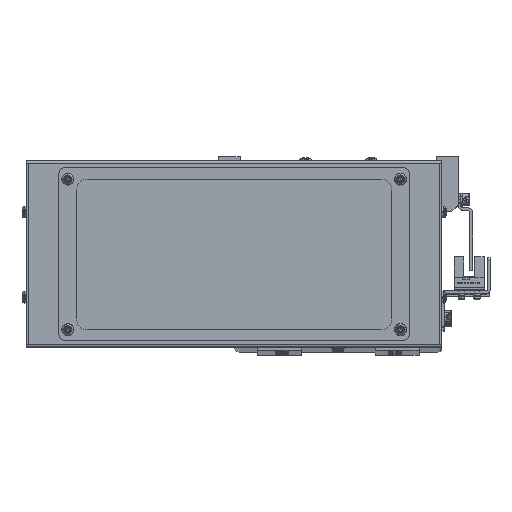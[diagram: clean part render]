
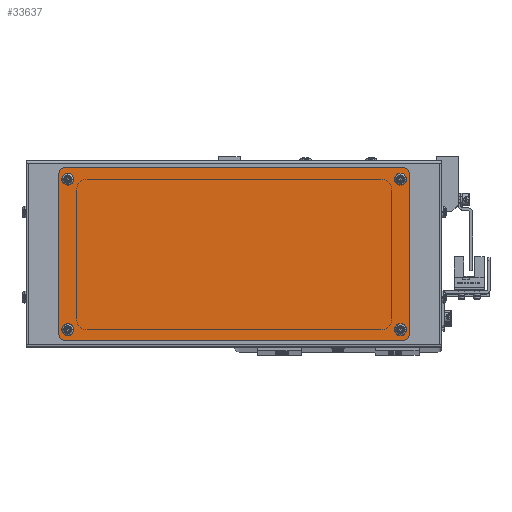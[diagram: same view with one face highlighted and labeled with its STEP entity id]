
A CAD part, top view. The second image highlights one B-rep face of the part: STEP entity #33637.
In plain terms, the highlighted planar face has unit normal (0, 0, 1).
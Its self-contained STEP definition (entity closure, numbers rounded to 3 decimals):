
#312 = DIRECTION ( 'NONE',  ( 1., 0., 0. ) ) ;
#391 = CIRCLE ( 'NONE', #23875, 1.7 ) ;
#423 = LINE ( 'NONE', #37665, #16178 ) ;
#472 = PLANE ( 'NONE',  #65696 ) ;
#2078 = CIRCLE ( 'NONE', #61042, 3. ) ;
#2693 = CARTESIAN_POINT ( 'NONE',  ( 80.25, -36.75, 2. ) ) ;
#4195 = EDGE_CURVE ( 'NONE', #50972, #46790, #55213, .T. ) ;
#5114 = CARTESIAN_POINT ( 'NONE',  ( -77.25, 36.75, 2. ) ) ;
#5288 = DIRECTION ( 'NONE',  ( 0., 0., 1. ) ) ;
#5431 = DIRECTION ( 'NONE',  ( 1., 0., 0. ) ) ;
#5536 = VERTEX_POINT ( 'NONE', #18131 ) ;
#6177 = ORIENTED_EDGE ( 'NONE', *, *, #19408, .F. ) ;
#6239 = ORIENTED_EDGE ( 'NONE', *, *, #24293, .F. ) ;
#7282 = CARTESIAN_POINT ( 'NONE',  ( 77.95, -34.75, 2. ) ) ;
#7385 = CARTESIAN_POINT ( 'NONE',  ( 77.25, 36.75, 2. ) ) ;
#7391 = DIRECTION ( 'NONE',  ( 0., 0., 1. ) ) ;
#7860 = AXIS2_PLACEMENT_3D ( 'NONE', #20650, #62019, #26622 ) ;
#9035 = EDGE_CURVE ( 'NONE', #29742, #5536, #61092, .T. ) ;
#10150 = CARTESIAN_POINT ( 'NONE',  ( 80.25, 36.75, 2. ) ) ;
#10611 = CARTESIAN_POINT ( 'NONE',  ( 74.55, -34.75, 2. ) ) ;
#10993 = CARTESIAN_POINT ( 'NONE',  ( -74.55, -34.75, 2. ) ) ;
#11002 = DIRECTION ( 'NONE',  ( 1., 0., 0. ) ) ;
#12587 = CARTESIAN_POINT ( 'NONE',  ( -74.55, 34.25, 2. ) ) ;
#12705 = CARTESIAN_POINT ( 'NONE',  ( -80.25, -36.75, 2. ) ) ;
#13284 = DIRECTION ( 'NONE',  ( 1., 0., 0. ) ) ;
#13374 = CIRCLE ( 'NONE', #40501, 1.7 ) ;
#13920 = EDGE_CURVE ( 'NONE', #40012, #45935, #391, .T. ) ;
#16178 = VECTOR ( 'NONE', #73114, 1000. ) ;
#16555 = VERTEX_POINT ( 'NONE', #7282 ) ;
#16557 = ORIENTED_EDGE ( 'NONE', *, *, #4195, .F. ) ;
#17248 = CARTESIAN_POINT ( 'NONE',  ( 77.95, 34.25, 2. ) ) ;
#18131 = CARTESIAN_POINT ( 'NONE',  ( 80.25, 36.75, 2. ) ) ;
#18145 = FACE_BOUND ( 'NONE', #75190, .T. ) ;
#18205 = DIRECTION ( 'NONE',  ( 0., 0., 1. ) ) ;
#19408 = EDGE_CURVE ( 'NONE', #51206, #37393, #13374, .T. ) ;
#20650 = CARTESIAN_POINT ( 'NONE',  ( 77.25, -36.75, 2. ) ) ;
#20651 = DIRECTION ( 'NONE',  ( 0., -1., 0. ) ) ;
#20762 = EDGE_CURVE ( 'NONE', #30846, #29742, #67850, .T. ) ;
#20828 = AXIS2_PLACEMENT_3D ( 'NONE', #64514, #29107, #70470 ) ;
#22077 = DIRECTION ( 'NONE',  ( 0., 0., 1. ) ) ;
#22613 = DIRECTION ( 'NONE',  ( 0., 0., 1. ) ) ;
#23875 = AXIS2_PLACEMENT_3D ( 'NONE', #57499, #22077, #63443 ) ;
#24196 = CIRCLE ( 'NONE', #43130, 1.7 ) ;
#24293 = EDGE_CURVE ( 'NONE', #16555, #69685, #41078, .T. ) ;
#24381 = CIRCLE ( 'NONE', #47702, 1.7 ) ;
#24845 = DIRECTION ( 'NONE',  ( 0., 0., 1. ) ) ;
#24893 = ORIENTED_EDGE ( 'NONE', *, *, #48483, .T. ) ;
#26622 = DIRECTION ( 'NONE',  ( 1., 0., 0. ) ) ;
#27148 = DIRECTION ( 'NONE',  ( 0., 0., 1. ) ) ;
#27797 = VECTOR ( 'NONE', #75099, 1000. ) ;
#28862 = CIRCLE ( 'NONE', #29215, 3. ) ;
#28995 = CARTESIAN_POINT ( 'NONE',  ( 77.25, -39.75, 2. ) ) ;
#29107 = DIRECTION ( 'NONE',  ( 0., 0., 1. ) ) ;
#29215 = AXIS2_PLACEMENT_3D ( 'NONE', #5114, #46483, #11002 ) ;
#29513 = CARTESIAN_POINT ( 'NONE',  ( -77.95, -34.75, 2. ) ) ;
#29742 = VERTEX_POINT ( 'NONE', #2693 ) ;
#30846 = VERTEX_POINT ( 'NONE', #65417 ) ;
#31710 = CIRCLE ( 'NONE', #66380, 1.7 ) ;
#32459 = EDGE_CURVE ( 'NONE', #35060, #30846, #62775, .T. ) ;
#33637 = ADVANCED_FACE ( 'NONE', ( #47777, #65369, #61651, #18145, #45924 ), #472, .T. ) ;
#35060 = VERTEX_POINT ( 'NONE', #57186 ) ;
#35369 = ORIENTED_EDGE ( 'NONE', *, *, #36934, .F. ) ;
#35791 = DIRECTION ( 'NONE',  ( 0., 0., 1. ) ) ;
#36107 = ORIENTED_EDGE ( 'NONE', *, *, #38865, .F. ) ;
#36932 = CARTESIAN_POINT ( 'NONE',  ( 77.25, 39.75, 2. ) ) ;
#36934 = EDGE_CURVE ( 'NONE', #69685, #16555, #31710, .T. ) ;
#37393 = VERTEX_POINT ( 'NONE', #17248 ) ;
#37665 = CARTESIAN_POINT ( 'NONE',  ( -77.25, 39.75, 2. ) ) ;
#37842 = EDGE_CURVE ( 'NONE', #49007, #35060, #47282, .T. ) ;
#38865 = EDGE_CURVE ( 'NONE', #37393, #51206, #24381, .T. ) ;
#40012 = VERTEX_POINT ( 'NONE', #63670 ) ;
#40501 = AXIS2_PLACEMENT_3D ( 'NONE', #42826, #7391, #48791 ) ;
#40707 = CARTESIAN_POINT ( 'NONE',  ( -76.25, -34.75, 2. ) ) ;
#41078 = CIRCLE ( 'NONE', #75938, 1.7 ) ;
#41868 = CARTESIAN_POINT ( 'NONE',  ( -77.25, 36.75, 2. ) ) ;
#42826 = CARTESIAN_POINT ( 'NONE',  ( 76.25, 34.25, 2. ) ) ;
#43130 = AXIS2_PLACEMENT_3D ( 'NONE', #58024, #22613, #63963 ) ;
#43273 = EDGE_LOOP ( 'NONE', ( #35369, #6239 ) ) ;
#44343 = CARTESIAN_POINT ( 'NONE',  ( -77.25, 39.75, 2. ) ) ;
#45924 = FACE_BOUND ( 'NONE', #43273, .T. ) ;
#45935 = VERTEX_POINT ( 'NONE', #12587 ) ;
#46483 = DIRECTION ( 'NONE',  ( 0., 0., 1. ) ) ;
#46656 = DIRECTION ( 'NONE',  ( 1., 0., 0. ) ) ;
#46790 = VERTEX_POINT ( 'NONE', #10993 ) ;
#47282 = CIRCLE ( 'NONE', #20828, 3. ) ;
#47702 = AXIS2_PLACEMENT_3D ( 'NONE', #62553, #27148, #68507 ) ;
#47777 = FACE_BOUND ( 'NONE', #60173, .T. ) ;
#47839 = DIRECTION ( 'NONE',  ( 1., 0., 0. ) ) ;
#48483 = EDGE_CURVE ( 'NONE', #63543, #49007, #61138, .T. ) ;
#48787 = DIRECTION ( 'NONE',  ( 0., 0., 1. ) ) ;
#48791 = DIRECTION ( 'NONE',  ( 1., 0., 0. ) ) ;
#49007 = VERTEX_POINT ( 'NONE', #12705 ) ;
#49108 = CARTESIAN_POINT ( 'NONE',  ( -80.25, 36.75, 2. ) ) ;
#50972 = VERTEX_POINT ( 'NONE', #29513 ) ;
#51206 = VERTEX_POINT ( 'NONE', #72916 ) ;
#52975 = ORIENTED_EDGE ( 'NONE', *, *, #75723, .F. ) ;
#53462 = ORIENTED_EDGE ( 'NONE', *, *, #54511, .T. ) ;
#53622 = CARTESIAN_POINT ( 'NONE',  ( 76.25, -34.75, 2. ) ) ;
#54511 = EDGE_CURVE ( 'NONE', #73024, #62438, #423, .T. ) ;
#54976 = ORIENTED_EDGE ( 'NONE', *, *, #20762, .T. ) ;
#55213 = CIRCLE ( 'NONE', #61735, 1.7 ) ;
#56083 = CARTESIAN_POINT ( 'NONE',  ( -80.25, -36.75, 2. ) ) ;
#57186 = CARTESIAN_POINT ( 'NONE',  ( -77.25, -39.75, 2. ) ) ;
#57499 = CARTESIAN_POINT ( 'NONE',  ( -76.25, 34.25, 2. ) ) ;
#58024 = CARTESIAN_POINT ( 'NONE',  ( -76.25, 34.25, 2. ) ) ;
#59022 = ORIENTED_EDGE ( 'NONE', *, *, #65127, .F. ) ;
#59473 = DIRECTION ( 'NONE',  ( 0., 0., 1. ) ) ;
#59609 = DIRECTION ( 'NONE',  ( 1., 0., 0. ) ) ;
#60173 = EDGE_LOOP ( 'NONE', ( #16557, #52975 ) ) ;
#60275 = CARTESIAN_POINT ( 'NONE',  ( 76.25, -34.75, 2. ) ) ;
#60657 = ORIENTED_EDGE ( 'NONE', *, *, #64106, .T. ) ;
#61042 = AXIS2_PLACEMENT_3D ( 'NONE', #7385, #48787, #13284 ) ;
#61092 = LINE ( 'NONE', #10150, #27797 ) ;
#61138 = LINE ( 'NONE', #56083, #75011 ) ;
#61651 = FACE_OUTER_BOUND ( 'NONE', #62286, .T. ) ;
#61735 = AXIS2_PLACEMENT_3D ( 'NONE', #40707, #5288, #46656 ) ;
#62019 = DIRECTION ( 'NONE',  ( 0., 0., 1. ) ) ;
#62108 = ORIENTED_EDGE ( 'NONE', *, *, #75248, .T. ) ;
#62240 = ORIENTED_EDGE ( 'NONE', *, *, #32459, .T. ) ;
#62286 = EDGE_LOOP ( 'NONE', ( #60657, #24893, #63323, #62240, #54976, #75420, #62108, #53462 ) ) ;
#62438 = VERTEX_POINT ( 'NONE', #44343 ) ;
#62553 = CARTESIAN_POINT ( 'NONE',  ( 76.25, 34.25, 2. ) ) ;
#62775 = LINE ( 'NONE', #28995, #76599 ) ;
#63096 = CIRCLE ( 'NONE', #70005, 1.7 ) ;
#63323 = ORIENTED_EDGE ( 'NONE', *, *, #37842, .T. ) ;
#63443 = DIRECTION ( 'NONE',  ( 1., 0., 0. ) ) ;
#63543 = VERTEX_POINT ( 'NONE', #49108 ) ;
#63670 = CARTESIAN_POINT ( 'NONE',  ( -77.95, 34.25, 2. ) ) ;
#63963 = DIRECTION ( 'NONE',  ( 1., 0., 0. ) ) ;
#64106 = EDGE_CURVE ( 'NONE', #62438, #63543, #28862, .T. ) ;
#64514 = CARTESIAN_POINT ( 'NONE',  ( -77.25, -36.75, 2. ) ) ;
#65127 = EDGE_CURVE ( 'NONE', #45935, #40012, #24196, .T. ) ;
#65369 = FACE_BOUND ( 'NONE', #65447, .T. ) ;
#65417 = CARTESIAN_POINT ( 'NONE',  ( 77.25, -39.75, 2. ) ) ;
#65447 = EDGE_LOOP ( 'NONE', ( #67426, #59022 ) ) ;
#65696 = AXIS2_PLACEMENT_3D ( 'NONE', #41868, #59473, #47839 ) ;
#66252 = DIRECTION ( 'NONE',  ( 1., 0., 0. ) ) ;
#66380 = AXIS2_PLACEMENT_3D ( 'NONE', #60275, #24845, #66252 ) ;
#67426 = ORIENTED_EDGE ( 'NONE', *, *, #13920, .F. ) ;
#67850 = CIRCLE ( 'NONE', #7860, 3. ) ;
#68507 = DIRECTION ( 'NONE',  ( 1., 0., 0. ) ) ;
#69685 = VERTEX_POINT ( 'NONE', #10611 ) ;
#70005 = AXIS2_PLACEMENT_3D ( 'NONE', #71220, #35791, #312 ) ;
#70470 = DIRECTION ( 'NONE',  ( 1., 0., 0. ) ) ;
#71220 = CARTESIAN_POINT ( 'NONE',  ( -76.25, -34.75, 2. ) ) ;
#72916 = CARTESIAN_POINT ( 'NONE',  ( 74.55, 34.25, 2. ) ) ;
#73024 = VERTEX_POINT ( 'NONE', #36932 ) ;
#73114 = DIRECTION ( 'NONE',  ( -1., 0., 0. ) ) ;
#75011 = VECTOR ( 'NONE', #20651, 1000. ) ;
#75099 = DIRECTION ( 'NONE',  ( 0., 1., 0. ) ) ;
#75190 = EDGE_LOOP ( 'NONE', ( #6177, #36107 ) ) ;
#75248 = EDGE_CURVE ( 'NONE', #5536, #73024, #2078, .T. ) ;
#75420 = ORIENTED_EDGE ( 'NONE', *, *, #9035, .T. ) ;
#75723 = EDGE_CURVE ( 'NONE', #46790, #50972, #63096, .T. ) ;
#75938 = AXIS2_PLACEMENT_3D ( 'NONE', #53622, #18205, #59609 ) ;
#76599 = VECTOR ( 'NONE', #5431, 1000. ) ;
